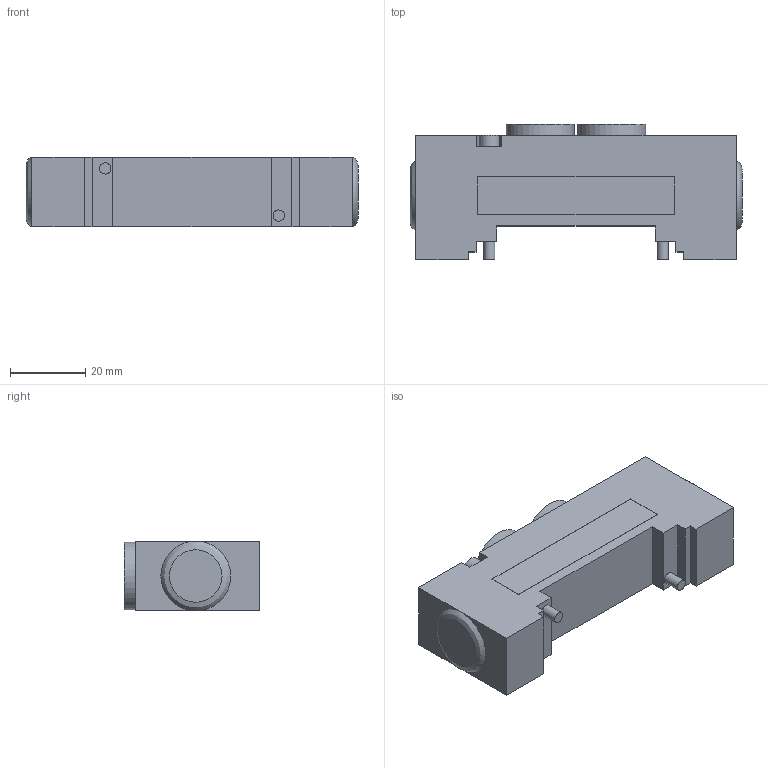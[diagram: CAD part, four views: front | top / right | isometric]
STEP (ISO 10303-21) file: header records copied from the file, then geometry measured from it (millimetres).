
FILE_DESCRIPTION((''),'2;1');
FILE_NAME('2431_52_00_16.stp','2006-01-04T09:08:21',('rivolro1'),(''),'Autodesk Inventor 10','Autodesk Inventor 10','');
FILE_SCHEMA(('AUTOMOTIVE_DESIGN { 1 0 10303 214 1 1 1 1 }'));
Length unit declared in the file: millimetre
Products named in the file (1): 2431_52_00_16
Bounding box: 88 x 36 x 18.5 mm (x, y, z)
Volume: 43313.8 mm3; surface area: 11172.4 mm2
Topology: 1 solids, 1 shells, 76 faces, 176 edges, 116 vertices
Faces by surface type: plane 53, bspline 14, cylinder 8, torus 1
Full cylindrical faces by diameter (mm): 3 x2, 5.4 x2, 18 x2
Entity records: 2175 total; most frequent: CARTESIAN_POINT 492, ORIENTED_EDGE 324, DIRECTION 318, EDGE_CURVE 162, VECTOR 132, LINE 132, VERTEX_POINT 114, EDGE_LOOP 102
